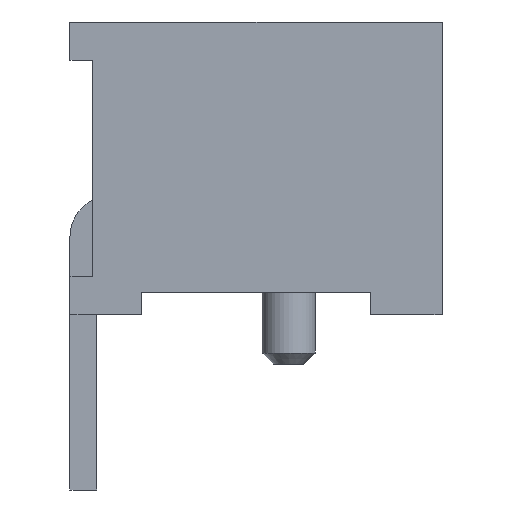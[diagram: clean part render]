
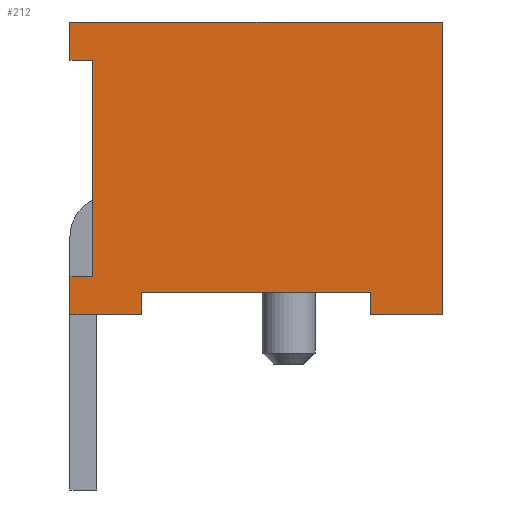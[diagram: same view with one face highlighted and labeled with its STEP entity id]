
A CAD part, left-side view. The second image highlights one B-rep face of the part: STEP entity #212.
In plain terms, the highlighted planar face has unit normal (-1, 0, 0).
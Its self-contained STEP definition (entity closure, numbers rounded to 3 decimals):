
#82=FACE_OUTER_BOUND('',#483,.T.);
#212=ADVANCED_FACE('',(#82),#346,.F.);
#346=PLANE('',#2681);
#483=EDGE_LOOP('',(#897,#898,#899,#900,#901,#902,#903,#904,#905,#906,#907,
#908));
#897=ORIENTED_EDGE('',*,*,#1764,.F.);
#898=ORIENTED_EDGE('',*,*,#1772,.T.);
#899=ORIENTED_EDGE('',*,*,#1734,.T.);
#900=ORIENTED_EDGE('',*,*,#1821,.T.);
#901=ORIENTED_EDGE('',*,*,#1798,.F.);
#902=ORIENTED_EDGE('',*,*,#1814,.T.);
#903=ORIENTED_EDGE('',*,*,#1822,.T.);
#904=ORIENTED_EDGE('',*,*,#1723,.T.);
#905=ORIENTED_EDGE('',*,*,#1823,.T.);
#906=ORIENTED_EDGE('',*,*,#1806,.T.);
#907=ORIENTED_EDGE('',*,*,#1652,.T.);
#908=ORIENTED_EDGE('',*,*,#1818,.F.);
#1404=VERTEX_POINT('',#3564);
#1405=VERTEX_POINT('',#3566);
#1473=VERTEX_POINT('',#3707);
#1474=VERTEX_POINT('',#3709);
#1482=VERTEX_POINT('',#3728);
#1483=VERTEX_POINT('',#3730);
#1503=VERTEX_POINT('',#3781);
#1506=VERTEX_POINT('',#3786);
#1522=VERTEX_POINT('',#3845);
#1524=VERTEX_POINT('',#3849);
#1529=VERTEX_POINT('',#3865);
#1532=VERTEX_POINT('',#3880);
#1652=EDGE_CURVE('',#1405,#1404,#2017,.T.);
#1723=EDGE_CURVE('',#1474,#1473,#2082,.T.);
#1734=EDGE_CURVE('',#1483,#1482,#2093,.T.);
#1764=EDGE_CURVE('',#1506,#1503,#2123,.T.);
#1772=EDGE_CURVE('',#1506,#1483,#2131,.T.);
#1798=EDGE_CURVE('',#1524,#1522,#2157,.T.);
#1806=EDGE_CURVE('',#1529,#1405,#2165,.T.);
#1814=EDGE_CURVE('',#1524,#1532,#2173,.T.);
#1818=EDGE_CURVE('',#1503,#1404,#2177,.T.);
#1821=EDGE_CURVE('',#1482,#1522,#2180,.T.);
#1822=EDGE_CURVE('',#1532,#1474,#2181,.T.);
#1823=EDGE_CURVE('',#1473,#1529,#2182,.T.);
#2017=LINE('',#3565,#2342);
#2082=LINE('',#3708,#2407);
#2093=LINE('',#3729,#2418);
#2123=LINE('',#3787,#2448);
#2131=LINE('',#3802,#2456);
#2157=LINE('',#3850,#2482);
#2165=LINE('',#3866,#2490);
#2173=LINE('',#3881,#2498);
#2177=LINE('',#3888,#2502);
#2180=LINE('',#3893,#2505);
#2181=LINE('',#3894,#2506);
#2182=LINE('',#3895,#2507);
#2342=VECTOR('',#2856,1.);
#2407=VECTOR('',#2939,1.);
#2418=VECTOR('',#2952,1.);
#2448=VECTOR('',#2990,1.);
#2456=VECTOR('',#3004,1.);
#2482=VECTOR('',#3046,1.);
#2490=VECTOR('',#3060,1.);
#2498=VECTOR('',#3076,1.);
#2502=VECTOR('',#3082,1.);
#2505=VECTOR('',#3089,1.);
#2506=VECTOR('',#3090,1.);
#2507=VECTOR('',#3091,1.);
#2681=AXIS2_PLACEMENT_3D('',#3896,#3092,#3093);
#2856=DIRECTION('',(0.,0.,1.));
#2939=DIRECTION('',(0.,-1.,0.));
#2952=DIRECTION('',(0.,0.,-1.));
#2990=DIRECTION('',(0.,0.,1.));
#3004=DIRECTION('',(0.,-1.,0.));
#3046=DIRECTION('',(0.,0.,1.));
#3060=DIRECTION('',(0.,-1.,0.));
#3076=DIRECTION('',(0.,-1.,0.));
#3082=DIRECTION('',(0.,-1.,0.));
#3089=DIRECTION('',(0.,1.,0.));
#3090=DIRECTION('',(0.,0.,1.));
#3091=DIRECTION('',(0.,0.,-1.));
#3092=DIRECTION('',(1.,0.,0.));
#3093=DIRECTION('',(0.,0.,-1.));
#3564=CARTESIAN_POINT('',(-4.075,4.31,3.285));
#3565=CARTESIAN_POINT('',(-4.075,4.31,-0.565));
#3566=CARTESIAN_POINT('',(-4.075,4.31,-0.565));
#3707=CARTESIAN_POINT('',(-4.075,5.25,-0.265));
#3708=CARTESIAN_POINT('',(-4.075,8.26,-0.265));
#3709=CARTESIAN_POINT('',(-4.075,8.26,-0.265));
#3728=CARTESIAN_POINT('',(-4.075,8.9,-0.065));
#3729=CARTESIAN_POINT('',(-4.075,8.9,2.785));
#3730=CARTESIAN_POINT('',(-4.075,8.9,2.785));
#3781=CARTESIAN_POINT('',(-4.075,9.2,3.285));
#3786=CARTESIAN_POINT('',(-4.075,9.2,2.785));
#3787=CARTESIAN_POINT('',(-4.075,9.2,-0.565));
#3802=CARTESIAN_POINT('',(-4.075,9.2,2.785));
#3845=CARTESIAN_POINT('',(-4.075,9.2,-0.065));
#3849=CARTESIAN_POINT('',(-4.075,9.2,-0.565));
#3850=CARTESIAN_POINT('',(-4.075,9.2,-0.565));
#3865=CARTESIAN_POINT('',(-4.075,5.25,-0.565));
#3866=CARTESIAN_POINT('',(-4.075,9.2,-0.565));
#3880=CARTESIAN_POINT('',(-4.075,8.26,-0.565));
#3881=CARTESIAN_POINT('',(-4.075,9.2,-0.565));
#3888=CARTESIAN_POINT('',(-4.075,9.2,3.285));
#3893=CARTESIAN_POINT('',(-4.075,8.9,-0.065));
#3894=CARTESIAN_POINT('',(-4.075,8.26,-0.565));
#3895=CARTESIAN_POINT('',(-4.075,5.25,-0.265));
#3896=CARTESIAN_POINT('',(-4.075,9.2,-0.565));
